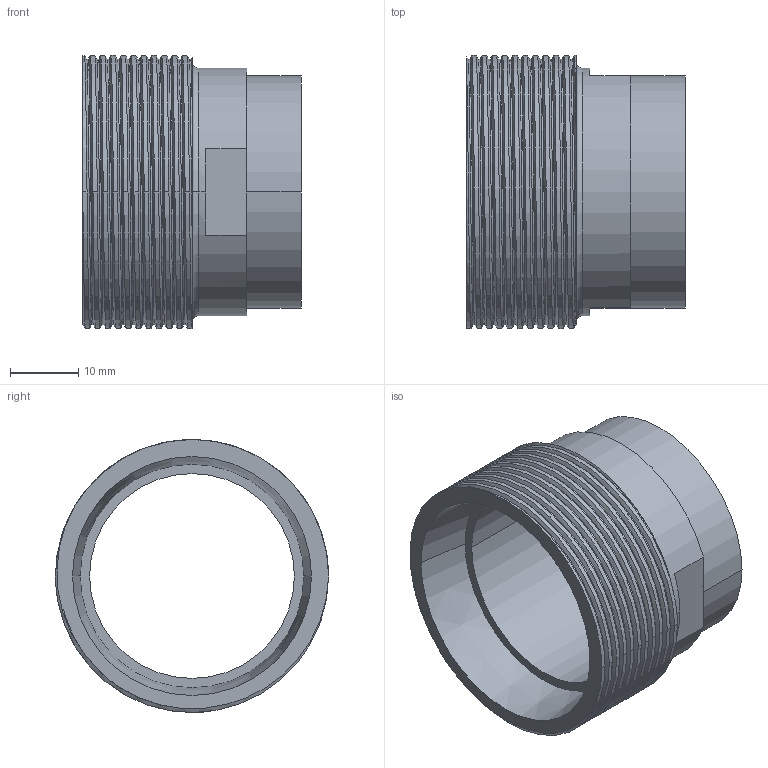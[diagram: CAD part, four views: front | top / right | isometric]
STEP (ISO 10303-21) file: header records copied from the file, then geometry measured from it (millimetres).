
FILE_DESCRIPTION (( 'STEP AP203' ), '1' );
FILE_NAME ('3D_R131-SG_34-30_17102970.STEP', '2024-08-15T10:50:05', ( '' ), ( '' ), 'SwSTEP 2.0', 'SolidWorks 2024', '' );
FILE_SCHEMA (( 'CONFIG_CONTROL_DESIGN' ));
Length unit declared in the file: millimetre
Products named in the file (1): 3D_R131-SG_34-30_17102970
Bounding box: 32 x 40 x 40 mm (x, y, z)
Volume: 10963.6 mm3; surface area: 8582.8 mm2
Topology: 1 solids, 1 shells, 46 faces, 119 edges, 77 vertices
Faces by surface type: cylinder 29, plane 10, bspline 3, torus 2, cone 2
Entity records: 3246 total; most frequent: CARTESIAN_POINT 2176, ORIENTED_EDGE 238, DIRECTION 182, EDGE_CURVE 119, VERTEX_POINT 77, AXIS2_PLACEMENT_3D 71, EDGE_LOOP 50, ADVANCED_FACE 46
